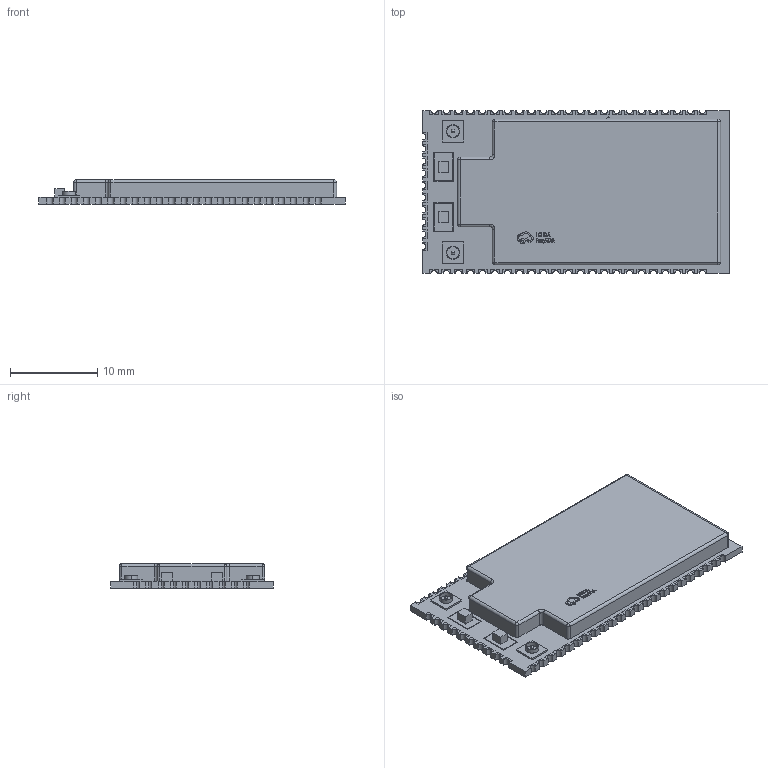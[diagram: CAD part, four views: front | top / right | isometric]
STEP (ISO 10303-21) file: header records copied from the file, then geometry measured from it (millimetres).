
FILE_DESCRIPTION (( 'STEP AP214' ), '1' );
FILE_NAME ('WIRELM-SMD_L35.2-W18.7-H2.8-HLK-7628N.step', '2022-07-15T13:55:34', ( '' ), ( '' ), 'SwSTEP 2.0', 'SolidWorks 2020', '' );
FILE_SCHEMA (( 'AUTOMOTIVE_DESIGN' ));
Length unit declared in the file: millimetre
Products named in the file (1): WIRELM-SMD_L35.2-W18.7-H2.8-HLK-7628N
Bounding box: 35.2 x 18.7 x 2.8 mm (x, y, z)
Volume: 1460.9 mm3; surface area: 1599.4 mm2
Topology: 14 solids, 14 shells, 560 faces, 1817 edges, 1300 vertices
Faces by surface type: plane 356, bspline 98, cylinder 94, sphere 10, torus 2
Entity records: 27112 total; most frequent: CARTESIAN_POINT 5162, ORIENTED_EDGE 3606, DIRECTION 2709, EDGE_CURVE 1803, LINE 1395, VECTOR 1395, VERTEX_POINT 1296, AXIS2_PLACEMENT_3D 657
